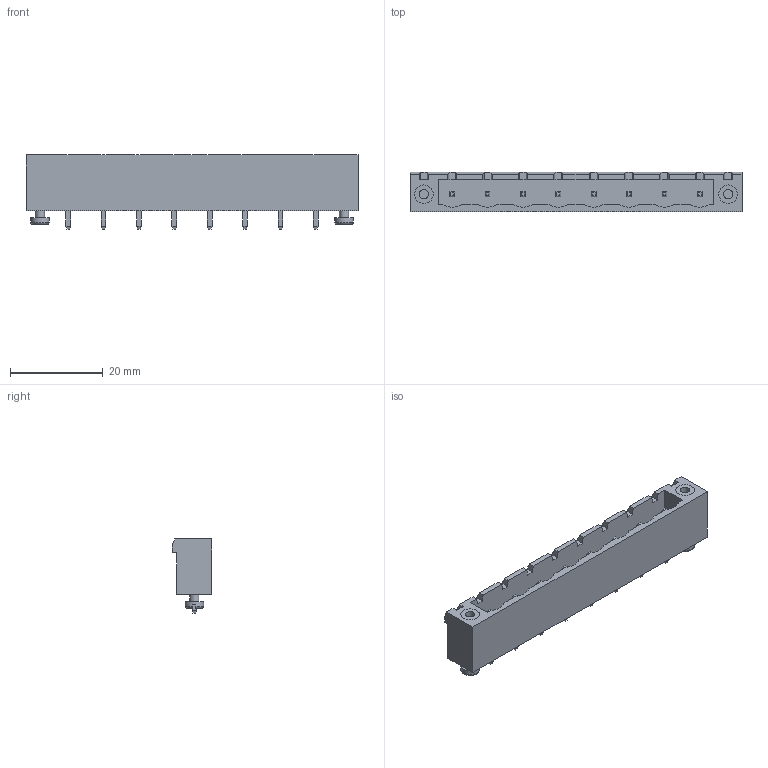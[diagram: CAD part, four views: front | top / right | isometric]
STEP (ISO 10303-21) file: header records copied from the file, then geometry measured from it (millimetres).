
FILE_DESCRIPTION(/* description */ ('model of PhoenixContact_GMSTBV-GF_08x7.62mm_Vertical_ThreadedFlange_MountHole.'),/* implementation_level */ FILE_NAME(/* name */ 'PhoenixContact_GMSTBV-GF_08x7.62mm_Vertical_ThreadedFlange_MountHole..stp',/* time_stamp */ '2017-02-27T15:40:12',/* author */ ('Rene Poeschl',''),/* organization */ (''),/* preprocessor_version */ '',/* originating_system */ '',/* authorisation */ '');
FILE_NAME(/* name */ 'PhoenixContact_GMSTBV-GF_08x7.62mm_Vertical_ThreadedFlange_MountHole..stp',/* time_stamp */ '2017-02-27T15:40:12',/* author */ ('Rene Poeschl',''),/* organization */ (''),/* preprocessor_version */ '',/* originating_system */ '',/* authorisation */ '');
FILE_SCHEMA(('AUTOMOTIVE_DESIGN_CC2 { 1 2 10303 214 -1 1 5 4 }'));
Length unit declared in the file: millimetre
Products named in the file (1): GMSTBV_01x08_GF_7_62mm_MH
Bounding box: 71.54 x 8.6 x 16 mm (x, y, z)
Volume: 3977 mm3; surface area: 4699.6 mm2
Topology: 1 solids, 1 shells, 249 faces, 589 edges, 366 vertices
Faces by surface type: plane 231, cylinder 14, torus 4
Full cylindrical faces by diameter (mm): 2 x4, 4 x2
Entity records: 18571 total; most frequent: CARTESIAN_POINT 5051, DIRECTION 2089, LINE 1473, VECTOR 1473, ORIENTED_EDGE 1178, PCURVE 1178, DEFINITIONAL_REPRESENTATION 1178, EDGE_CURVE 589
